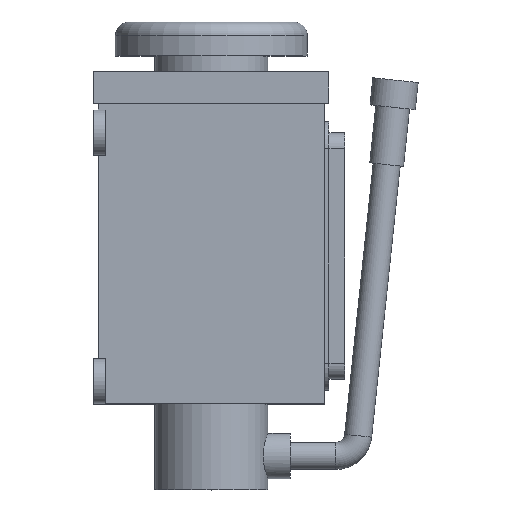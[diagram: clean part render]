
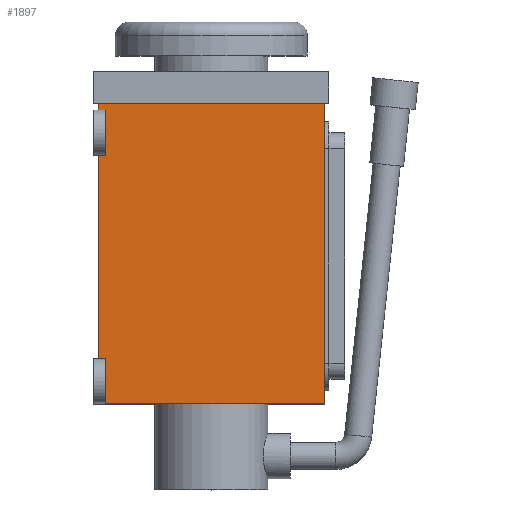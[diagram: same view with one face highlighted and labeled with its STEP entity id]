
A CAD part, top view. The second image highlights one B-rep face of the part: STEP entity #1897.
In plain terms, the highlighted planar face has unit normal (0, 0, 1).
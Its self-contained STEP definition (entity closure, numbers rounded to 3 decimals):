
#75 = CARTESIAN_POINT ( 'NONE',  ( 0., 110., 0. ) ) ;
#77 = CARTESIAN_POINT ( 'NONE',  ( 100., 133., 0. ) ) ;
#78 = VECTOR ( 'NONE', #150, 1000. ) ;
#86 = CARTESIAN_POINT ( 'NONE',  ( 3., 130., 0. ) ) ;
#92 = VERTEX_POINT ( 'NONE', #1466 ) ;
#117 = ORIENTED_EDGE ( 'NONE', *, *, #843, .T. ) ;
#131 = ORIENTED_EDGE ( 'NONE', *, *, #1868, .F. ) ;
#138 = EDGE_LOOP ( 'NONE', ( #649, #656, #117, #797, #278, #171, #982, #822, #131, #303 ) ) ;
#150 = DIRECTION ( 'NONE',  ( 0., -1., 0. ) ) ;
#151 = VERTEX_POINT ( 'NONE', #413 ) ;
#171 = ORIENTED_EDGE ( 'NONE', *, *, #752, .F. ) ;
#274 = VERTEX_POINT ( 'NONE', #1849 ) ;
#278 = ORIENTED_EDGE ( 'NONE', *, *, #1780, .T. ) ;
#287 = CARTESIAN_POINT ( 'NONE',  ( 0., 133., 0. ) ) ;
#290 = VERTEX_POINT ( 'NONE', #75 ) ;
#303 = ORIENTED_EDGE ( 'NONE', *, *, #869, .T. ) ;
#312 = EDGE_CURVE ( 'NONE', #151, #92, #1361, .T. ) ;
#332 = VECTOR ( 'NONE', #390, 1000. ) ;
#341 = DIRECTION ( 'NONE',  ( 0., -1., 0. ) ) ;
#374 = CARTESIAN_POINT ( 'NONE',  ( 3., 110., 0. ) ) ;
#390 = DIRECTION ( 'NONE',  ( -1., 0., 0. ) ) ;
#413 = CARTESIAN_POINT ( 'NONE',  ( 3., 130., 0. ) ) ;
#535 = DIRECTION ( 'NONE',  ( -1., 0., 0. ) ) ;
#552 = CARTESIAN_POINT ( 'NONE',  ( 3., 0., 0. ) ) ;
#559 = LINE ( 'NONE', #1851, #1668 ) ;
#566 = VECTOR ( 'NONE', #1552, 1000. ) ;
#603 = FACE_OUTER_BOUND ( 'NONE', #138, .T. ) ;
#621 = PLANE ( 'NONE',  #1881 ) ;
#649 = ORIENTED_EDGE ( 'NONE', *, *, #1400, .T. ) ;
#656 = ORIENTED_EDGE ( 'NONE', *, *, #312, .F. ) ;
#680 = CARTESIAN_POINT ( 'NONE',  ( 100., 133., 0. ) ) ;
#737 = CARTESIAN_POINT ( 'NONE',  ( 100., 133., 0. ) ) ;
#752 = EDGE_CURVE ( 'NONE', #1664, #1825, #1175, .T. ) ;
#755 = LINE ( 'NONE', #1759, #1720 ) ;
#760 = LINE ( 'NONE', #287, #883 ) ;
#762 = VECTOR ( 'NONE', #1006, 1000. ) ;
#763 = CARTESIAN_POINT ( 'NONE',  ( 3., 0., 0. ) ) ;
#797 = ORIENTED_EDGE ( 'NONE', *, *, #1288, .T. ) ;
#822 = ORIENTED_EDGE ( 'NONE', *, *, #1682, .F. ) ;
#824 = VERTEX_POINT ( 'NONE', #552 ) ;
#843 = EDGE_CURVE ( 'NONE', #151, #1188, #1243, .T. ) ;
#869 = EDGE_CURVE ( 'NONE', #1169, #1193, #1140, .T. ) ;
#883 = VECTOR ( 'NONE', #1452, 1000. ) ;
#890 = CARTESIAN_POINT ( 'NONE',  ( 100., 133., 0. ) ) ;
#904 = LINE ( 'NONE', #1204, #1506 ) ;
#962 = EDGE_CURVE ( 'NONE', #1664, #824, #1602, .T. ) ;
#982 = ORIENTED_EDGE ( 'NONE', *, *, #962, .T. ) ;
#983 = CARTESIAN_POINT ( 'NONE',  ( 3., 110., 0. ) ) ;
#1006 = DIRECTION ( 'NONE',  ( -1., 0., 0. ) ) ;
#1131 = CARTESIAN_POINT ( 'NONE',  ( 0., 133., 0. ) ) ;
#1140 = LINE ( 'NONE', #77, #332 ) ;
#1169 = VERTEX_POINT ( 'NONE', #680 ) ;
#1175 = LINE ( 'NONE', #1864, #762 ) ;
#1188 = VERTEX_POINT ( 'NONE', #374 ) ;
#1193 = VERTEX_POINT ( 'NONE', #1131 ) ;
#1204 = CARTESIAN_POINT ( 'NONE',  ( 0., 133., 0. ) ) ;
#1243 = LINE ( 'NONE', #983, #1903 ) ;
#1288 = EDGE_CURVE ( 'NONE', #1188, #290, #559, .T. ) ;
#1330 = CARTESIAN_POINT ( 'NONE',  ( 0., 20., 0. ) ) ;
#1337 = DIRECTION ( 'NONE',  ( 0., -1., 0. ) ) ;
#1361 = LINE ( 'NONE', #86, #566 ) ;
#1400 = EDGE_CURVE ( 'NONE', #1193, #92, #760, .T. ) ;
#1452 = DIRECTION ( 'NONE',  ( 0., -1., 0. ) ) ;
#1456 = DIRECTION ( 'NONE',  ( -1., 0., 0. ) ) ;
#1461 = CARTESIAN_POINT ( 'NONE',  ( 3., 20., 0. ) ) ;
#1466 = CARTESIAN_POINT ( 'NONE',  ( 0., 130., 0. ) ) ;
#1506 = VECTOR ( 'NONE', #1337, 1000. ) ;
#1508 = VECTOR ( 'NONE', #341, 1000. ) ;
#1552 = DIRECTION ( 'NONE',  ( -1., 0., 0. ) ) ;
#1602 = LINE ( 'NONE', #763, #1508 ) ;
#1622 = LINE ( 'NONE', #737, #78 ) ;
#1628 = DIRECTION ( 'NONE',  ( 0., 0., -1. ) ) ;
#1664 = VERTEX_POINT ( 'NONE', #1461 ) ;
#1668 = VECTOR ( 'NONE', #535, 1000. ) ;
#1682 = EDGE_CURVE ( 'NONE', #274, #824, #755, .T. ) ;
#1696 = DIRECTION ( 'NONE',  ( 0., -1., 0. ) ) ;
#1720 = VECTOR ( 'NONE', #1456, 1000. ) ;
#1759 = CARTESIAN_POINT ( 'NONE',  ( 100., 0., 0. ) ) ;
#1780 = EDGE_CURVE ( 'NONE', #290, #1825, #904, .T. ) ;
#1825 = VERTEX_POINT ( 'NONE', #1330 ) ;
#1849 = CARTESIAN_POINT ( 'NONE',  ( 100., 0., 0. ) ) ;
#1851 = CARTESIAN_POINT ( 'NONE',  ( 3., 110., 0. ) ) ;
#1864 = CARTESIAN_POINT ( 'NONE',  ( 3., 20., 0. ) ) ;
#1868 = EDGE_CURVE ( 'NONE', #1169, #274, #1622, .T. ) ;
#1881 = AXIS2_PLACEMENT_3D ( 'NONE', #890, #1628, #1906 ) ;
#1897 = ADVANCED_FACE ( 'NONE', ( #603 ), #621, .F. ) ;
#1903 = VECTOR ( 'NONE', #1696, 1000. ) ;
#1906 = DIRECTION ( 'NONE',  ( 0., 1., 0. ) ) ;
